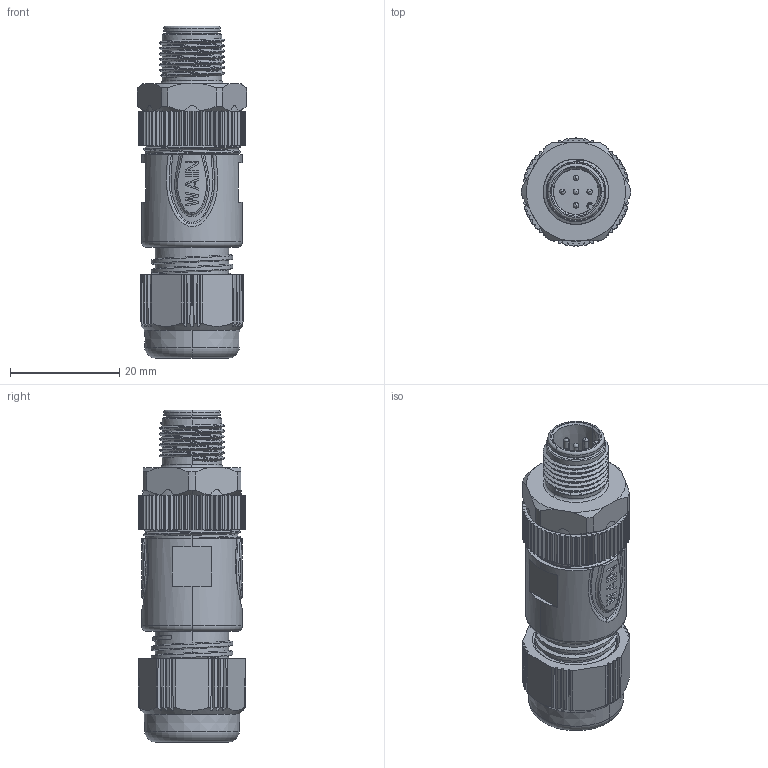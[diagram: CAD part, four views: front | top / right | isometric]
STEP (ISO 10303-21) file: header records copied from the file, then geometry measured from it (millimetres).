
FILE_DESCRIPTION(/* description */ (''),/* implementation_level */ '2;1');
FILE_NAME(/* name */ '12.stp',/* time_stamp */ '2024-03-21T09:36:38+08:00',/* author */ (''),/* organization */ (''),/* preprocessor_version */ 'ST-DEVELOPER v18.1',/* originating_system */ 'SIEMENS PLM Software NX 1980',/* authorisation */ '');
FILE_SCHEMA (('AUTOMOTIVE_DESIGN { 1 0 10303 214 3 1 1 1 }'));
Length unit declared in the file: millimetre
Products named in the file (1): 12
Bounding box: 20 x 19.8 x 60.9 mm (x, y, z)
Volume: 13509 mm3; surface area: 5574.8 mm2
Topology: 1 solids, 2 shells, 626 faces, 1764 edges, 1155 vertices
Faces by surface type: plane 288, cylinder 209, cone 76, bspline 28, torus 15, sphere 9, extrusion 1
Full cylindrical faces by diameter (mm): 1 x1
Entity records: 27804 total; most frequent: CARTESIAN_POINT 12174, ORIENTED_EDGE 3486, DIRECTION 3010, EDGE_CURVE 1743, VERTEX_POINT 1151, AXIS2_PLACEMENT_3D 1090, VECTOR 830, LINE 829
